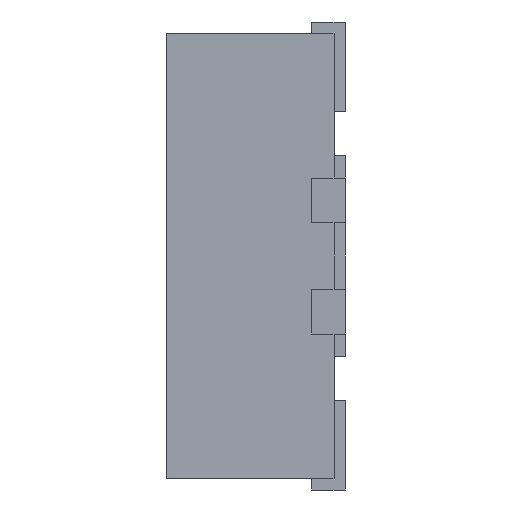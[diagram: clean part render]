
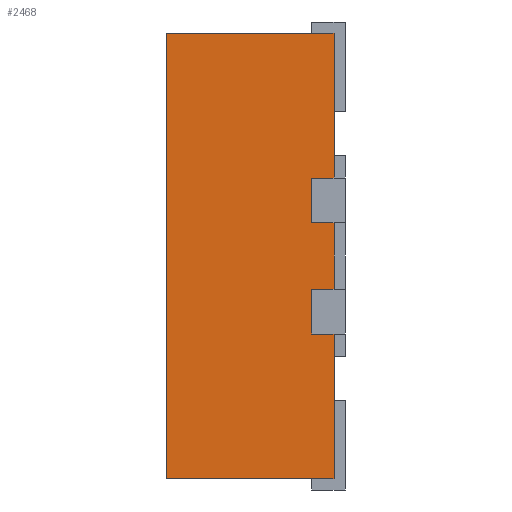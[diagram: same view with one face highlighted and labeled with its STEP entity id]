
A CAD part, left-side view. The second image highlights one B-rep face of the part: STEP entity #2468.
In plain terms, the highlighted planar face has unit normal (-1, 0, 0).
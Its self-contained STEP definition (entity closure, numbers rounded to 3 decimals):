
#278 = ORIENTED_EDGE ( 'NONE', *, *, #5645, .F. ) ;
#404 = VERTEX_POINT ( 'NONE', #6054 ) ;
#519 = VERTEX_POINT ( 'NONE', #2814 ) ;
#959 = CARTESIAN_POINT ( 'NONE',  ( -1.5, 0.05, -1. ) ) ;
#1056 = LINE ( 'NONE', #8869, #6681 ) ;
#1092 = LINE ( 'NONE', #5279, #7324 ) ;
#1295 = VERTEX_POINT ( 'NONE', #7435 ) ;
#1437 = VERTEX_POINT ( 'NONE', #8042 ) ;
#1490 = CARTESIAN_POINT ( 'NONE',  ( -1.5, 0.8, 1. ) ) ;
#1501 = EDGE_CURVE ( 'NONE', #1437, #3373, #4766, .T. ) ;
#1544 = DIRECTION ( 'NONE',  ( 0., 0., -1. ) ) ;
#1696 = DIRECTION ( 'NONE',  ( 0., -1., 0. ) ) ;
#1781 = DIRECTION ( 'NONE',  ( 0., 0., 1. ) ) ;
#1865 = DIRECTION ( 'NONE',  ( 0., 1., 0. ) ) ;
#1898 = DIRECTION ( 'NONE',  ( 0., 1., 0. ) ) ;
#2112 = ORIENTED_EDGE ( 'NONE', *, *, #5880, .T. ) ;
#2369 = DIRECTION ( 'NONE',  ( 0., 1., 0. ) ) ;
#2468 = ADVANCED_FACE ( 'NONE', ( #6946 ), #2523, .F. ) ;
#2475 = CARTESIAN_POINT ( 'NONE',  ( -1.5, 0.8, 1. ) ) ;
#2523 = PLANE ( 'NONE',  #7288 ) ;
#2696 = VERTEX_POINT ( 'NONE', #3854 ) ;
#2713 = VECTOR ( 'NONE', #1781, 1000. ) ;
#2745 = EDGE_CURVE ( 'NONE', #2696, #404, #1056, .T. ) ;
#2814 = CARTESIAN_POINT ( 'NONE',  ( -1.5, 0.8, -1. ) ) ;
#2912 = DIRECTION ( 'NONE',  ( 0., 0., 1. ) ) ;
#2990 = CARTESIAN_POINT ( 'NONE',  ( -1.5, 0.15, 1. ) ) ;
#2993 = ORIENTED_EDGE ( 'NONE', *, *, #7018, .T. ) ;
#3070 = VERTEX_POINT ( 'NONE', #5978 ) ;
#3162 = CARTESIAN_POINT ( 'NONE',  ( -1.5, 0.05, -0.15 ) ) ;
#3176 = CARTESIAN_POINT ( 'NONE',  ( -1.5, 0.15, 1. ) ) ;
#3275 = LINE ( 'NONE', #7493, #3503 ) ;
#3330 = ORIENTED_EDGE ( 'NONE', *, *, #1501, .F. ) ;
#3367 = LINE ( 'NONE', #8163, #2713 ) ;
#3373 = VERTEX_POINT ( 'NONE', #4202 ) ;
#3503 = VECTOR ( 'NONE', #1865, 1000. ) ;
#3504 = LINE ( 'NONE', #5024, #7409 ) ;
#3515 = VERTEX_POINT ( 'NONE', #8260 ) ;
#3571 = LINE ( 'NONE', #8336, #4137 ) ;
#3707 = LINE ( 'NONE', #6691, #4562 ) ;
#3854 = CARTESIAN_POINT ( 'NONE',  ( -1.5, 0.05, 0.15 ) ) ;
#4016 = EDGE_CURVE ( 'NONE', #4359, #1295, #3275, .T. ) ;
#4137 = VECTOR ( 'NONE', #5661, 1000. ) ;
#4184 = VERTEX_POINT ( 'NONE', #1490 ) ;
#4202 = CARTESIAN_POINT ( 'NONE',  ( -1.5, 0.15, 0.35 ) ) ;
#4359 = VERTEX_POINT ( 'NONE', #3162 ) ;
#4405 = ORIENTED_EDGE ( 'NONE', *, *, #8842, .F. ) ;
#4562 = VECTOR ( 'NONE', #1696, 1000. ) ;
#4701 = VECTOR ( 'NONE', #1544, 1000. ) ;
#4753 = ORIENTED_EDGE ( 'NONE', *, *, #8401, .F. ) ;
#4766 = LINE ( 'NONE', #6325, #9169 ) ;
#5024 = CARTESIAN_POINT ( 'NONE',  ( -1.5, 0.8, 1. ) ) ;
#5065 = CARTESIAN_POINT ( 'NONE',  ( -1.5, 0.8, -0.35 ) ) ;
#5068 = DIRECTION ( 'NONE',  ( 0., 0., 1. ) ) ;
#5158 = LINE ( 'NONE', #2990, #4701 ) ;
#5207 = LINE ( 'NONE', #3176, #5622 ) ;
#5279 = CARTESIAN_POINT ( 'NONE',  ( -1.5, 0.8, 1. ) ) ;
#5358 = DIRECTION ( 'NONE',  ( 1., 0., 0. ) ) ;
#5524 = ORIENTED_EDGE ( 'NONE', *, *, #2745, .T. ) ;
#5622 = VECTOR ( 'NONE', #8832, 1000. ) ;
#5645 = EDGE_CURVE ( 'NONE', #519, #4184, #3504, .T. ) ;
#5661 = DIRECTION ( 'NONE',  ( 0., 0., 1. ) ) ;
#5774 = EDGE_CURVE ( 'NONE', #3373, #404, #5207, .T. ) ;
#5880 = EDGE_CURVE ( 'NONE', #1437, #3070, #3571, .T. ) ;
#5889 = ORIENTED_EDGE ( 'NONE', *, *, #8820, .T. ) ;
#5894 = CARTESIAN_POINT ( 'NONE',  ( -1.5, 0.05, -0.35 ) ) ;
#5949 = VERTEX_POINT ( 'NONE', #959 ) ;
#5978 = CARTESIAN_POINT ( 'NONE',  ( -1.5, 0.05, 1. ) ) ;
#6054 = CARTESIAN_POINT ( 'NONE',  ( -1.5, 0.15, 0.15 ) ) ;
#6273 = EDGE_CURVE ( 'NONE', #5949, #8278, #8717, .T. ) ;
#6325 = CARTESIAN_POINT ( 'NONE',  ( -1.5, 0.8, 0.35 ) ) ;
#6681 = VECTOR ( 'NONE', #1898, 1000. ) ;
#6691 = CARTESIAN_POINT ( 'NONE',  ( -1.5, 0.8, -1. ) ) ;
#6842 = ORIENTED_EDGE ( 'NONE', *, *, #4016, .F. ) ;
#6946 = FACE_OUTER_BOUND ( 'NONE', #8614, .T. ) ;
#7018 = EDGE_CURVE ( 'NONE', #519, #5949, #3707, .T. ) ;
#7288 = AXIS2_PLACEMENT_3D ( 'NONE', #2475, #5358, #8927 ) ;
#7324 = VECTOR ( 'NONE', #8129, 1000. ) ;
#7409 = VECTOR ( 'NONE', #5068, 1000. ) ;
#7435 = CARTESIAN_POINT ( 'NONE',  ( -1.5, 0.15, -0.15 ) ) ;
#7493 = CARTESIAN_POINT ( 'NONE',  ( -1.5, 0.8, -0.15 ) ) ;
#7622 = DIRECTION ( 'NONE',  ( 0., 1., 0. ) ) ;
#7930 = EDGE_CURVE ( 'NONE', #4359, #2696, #3367, .T. ) ;
#8008 = LINE ( 'NONE', #5065, #8865 ) ;
#8042 = CARTESIAN_POINT ( 'NONE',  ( -1.5, 0.05, 0.35 ) ) ;
#8129 = DIRECTION ( 'NONE',  ( 0., -1., 0. ) ) ;
#8163 = CARTESIAN_POINT ( 'NONE',  ( -1.5, 0.05, 1. ) ) ;
#8260 = CARTESIAN_POINT ( 'NONE',  ( -1.5, 0.15, -0.35 ) ) ;
#8278 = VERTEX_POINT ( 'NONE', #5894 ) ;
#8336 = CARTESIAN_POINT ( 'NONE',  ( -1.5, 0.05, 1. ) ) ;
#8401 = EDGE_CURVE ( 'NONE', #4184, #3070, #1092, .T. ) ;
#8614 = EDGE_LOOP ( 'NONE', ( #8817, #5524, #8862, #3330, #2112, #4753, #278, #2993, #8741, #5889, #4405, #6842 ) ) ;
#8717 = LINE ( 'NONE', #8763, #8891 ) ;
#8741 = ORIENTED_EDGE ( 'NONE', *, *, #6273, .T. ) ;
#8763 = CARTESIAN_POINT ( 'NONE',  ( -1.5, 0.05, 1. ) ) ;
#8817 = ORIENTED_EDGE ( 'NONE', *, *, #7930, .T. ) ;
#8820 = EDGE_CURVE ( 'NONE', #8278, #3515, #8008, .T. ) ;
#8832 = DIRECTION ( 'NONE',  ( 0., 0., -1. ) ) ;
#8842 = EDGE_CURVE ( 'NONE', #1295, #3515, #5158, .T. ) ;
#8862 = ORIENTED_EDGE ( 'NONE', *, *, #5774, .F. ) ;
#8865 = VECTOR ( 'NONE', #2369, 1000. ) ;
#8869 = CARTESIAN_POINT ( 'NONE',  ( -1.5, 0.8, 0.15 ) ) ;
#8891 = VECTOR ( 'NONE', #2912, 1000. ) ;
#8927 = DIRECTION ( 'NONE',  ( 0., 0., -1. ) ) ;
#9169 = VECTOR ( 'NONE', #7622, 1000. ) ;
